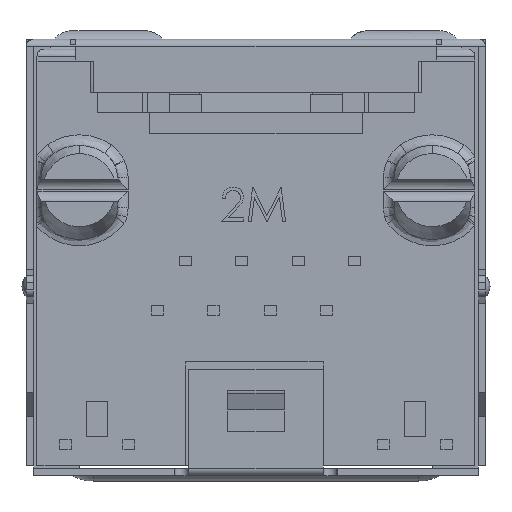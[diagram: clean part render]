
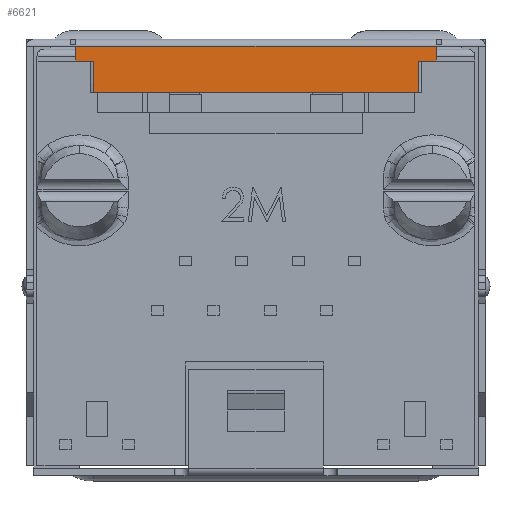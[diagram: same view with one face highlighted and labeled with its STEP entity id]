
A CAD part, front view. The second image highlights one B-rep face of the part: STEP entity #6621.
In plain terms, the highlighted planar face has unit normal (0, -1, 0).
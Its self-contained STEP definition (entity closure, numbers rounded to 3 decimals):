
#266 = CARTESIAN_POINT ( 'NONE',  ( -6.538, -2.792, 6.173 ) ) ;
#475 = VERTEX_POINT ( 'NONE', #25847 ) ;
#1894 = DIRECTION ( 'NONE',  ( 1., 0., 0. ) ) ;
#2453 = DIRECTION ( 'NONE',  ( 1., 0., 0. ) ) ;
#3294 = LINE ( 'NONE', #38836, #31242 ) ;
#3804 = CARTESIAN_POINT ( 'NONE',  ( 6.416, -2.792, 5.907 ) ) ;
#4000 = CARTESIAN_POINT ( 'NONE',  ( -0.061, -2.792, 5.64 ) ) ;
#4284 = DIRECTION ( 'NONE',  ( 1., 0., 0. ) ) ;
#4536 = DIRECTION ( 'NONE',  ( 0., 0., 1. ) ) ;
#4653 = CARTESIAN_POINT ( 'NONE',  ( 5.781, -2.792, 5.64 ) ) ;
#6501 = ORIENTED_EDGE ( 'NONE', *, *, #15886, .T. ) ;
#6621 = ADVANCED_FACE ( 'NONE', ( #32627 ), #16999, .T. ) ;
#6826 = LINE ( 'NONE', #19226, #15800 ) ;
#7152 = AXIS2_PLACEMENT_3D ( 'NONE', #266, #37185, #13619 ) ;
#7226 = VERTEX_POINT ( 'NONE', #18194 ) ;
#9529 = ORIENTED_EDGE ( 'NONE', *, *, #33077, .T. ) ;
#10179 = CARTESIAN_POINT ( 'NONE',  ( -6.538, -2.792, 5.64 ) ) ;
#10507 = ORIENTED_EDGE ( 'NONE', *, *, #34136, .T. ) ;
#11703 = VERTEX_POINT ( 'NONE', #32924 ) ;
#11802 = VECTOR ( 'NONE', #38862, 1000. ) ;
#12387 = VECTOR ( 'NONE', #27687, 1000. ) ;
#12598 = LINE ( 'NONE', #4000, #14685 ) ;
#13552 = LINE ( 'NONE', #35632, #31509 ) ;
#13619 = DIRECTION ( 'NONE',  ( 0., 0., -1. ) ) ;
#13891 = CARTESIAN_POINT ( 'NONE',  ( 6.416, -2.792, 6.173 ) ) ;
#13934 = ORIENTED_EDGE ( 'NONE', *, *, #27399, .T. ) ;
#14685 = VECTOR ( 'NONE', #4284, 1000. ) ;
#15436 = DIRECTION ( 'NONE',  ( -1., 0., 0. ) ) ;
#15800 = VECTOR ( 'NONE', #2453, 1000. ) ;
#15886 = EDGE_CURVE ( 'NONE', #41229, #475, #13552, .T. ) ;
#16999 = PLANE ( 'NONE',  #7152 ) ;
#17899 = VERTEX_POINT ( 'NONE', #32231 ) ;
#18194 = CARTESIAN_POINT ( 'NONE',  ( -5.903, -2.792, 5.64 ) ) ;
#18299 = VERTEX_POINT ( 'NONE', #4653 ) ;
#19226 = CARTESIAN_POINT ( 'NONE',  ( -0.061, -2.792, 4.522 ) ) ;
#19588 = CARTESIAN_POINT ( 'NONE',  ( 5.781, -2.792, 4.522 ) ) ;
#19864 = ORIENTED_EDGE ( 'NONE', *, *, #34436, .F. ) ;
#21354 = LINE ( 'NONE', #37644, #12387 ) ;
#22083 = CARTESIAN_POINT ( 'NONE',  ( -5.903, -2.792, 5.348 ) ) ;
#22321 = LINE ( 'NONE', #3804, #33394 ) ;
#23574 = VERTEX_POINT ( 'NONE', #10179 ) ;
#25847 = CARTESIAN_POINT ( 'NONE',  ( -6.538, -2.792, 6.173 ) ) ;
#25945 = VECTOR ( 'NONE', #4536, 1000. ) ;
#27004 = LINE ( 'NONE', #34871, #25945 ) ;
#27399 = EDGE_CURVE ( 'NONE', #18299, #17899, #12598, .T. ) ;
#27409 = DIRECTION ( 'NONE',  ( 0., 0., -1. ) ) ;
#27687 = DIRECTION ( 'NONE',  ( 0., 0., 1. ) ) ;
#27789 = ORIENTED_EDGE ( 'NONE', *, *, #38131, .T. ) ;
#29879 = VERTEX_POINT ( 'NONE', #19588 ) ;
#30443 = EDGE_CURVE ( 'NONE', #29879, #18299, #21354, .T. ) ;
#30811 = LINE ( 'NONE', #22083, #11802 ) ;
#31242 = VECTOR ( 'NONE', #1894, 1000. ) ;
#31509 = VECTOR ( 'NONE', #15436, 1000. ) ;
#32231 = CARTESIAN_POINT ( 'NONE',  ( 6.416, -2.792, 5.64 ) ) ;
#32627 = FACE_OUTER_BOUND ( 'NONE', #39643, .T. ) ;
#32924 = CARTESIAN_POINT ( 'NONE',  ( -5.903, -2.792, 4.522 ) ) ;
#33077 = EDGE_CURVE ( 'NONE', #23574, #7226, #3294, .T. ) ;
#33394 = VECTOR ( 'NONE', #27409, 1000. ) ;
#34136 = EDGE_CURVE ( 'NONE', #7226, #11703, #30811, .T. ) ;
#34436 = EDGE_CURVE ( 'NONE', #41229, #17899, #22321, .T. ) ;
#34871 = CARTESIAN_POINT ( 'NONE',  ( -6.538, -2.792, 5.907 ) ) ;
#35632 = CARTESIAN_POINT ( 'NONE',  ( -0.061, -2.792, 6.173 ) ) ;
#36738 = EDGE_CURVE ( 'NONE', #23574, #475, #27004, .T. ) ;
#37185 = DIRECTION ( 'NONE',  ( 0., -1., 0. ) ) ;
#37644 = CARTESIAN_POINT ( 'NONE',  ( 5.781, -2.792, 5.348 ) ) ;
#38131 = EDGE_CURVE ( 'NONE', #11703, #29879, #6826, .T. ) ;
#38836 = CARTESIAN_POINT ( 'NONE',  ( -0.061, -2.792, 5.64 ) ) ;
#38862 = DIRECTION ( 'NONE',  ( 0., 0., -1. ) ) ;
#39504 = ORIENTED_EDGE ( 'NONE', *, *, #36738, .F. ) ;
#39643 = EDGE_LOOP ( 'NONE', ( #9529, #10507, #27789, #39980, #13934, #19864, #6501, #39504 ) ) ;
#39980 = ORIENTED_EDGE ( 'NONE', *, *, #30443, .T. ) ;
#41229 = VERTEX_POINT ( 'NONE', #13891 ) ;
